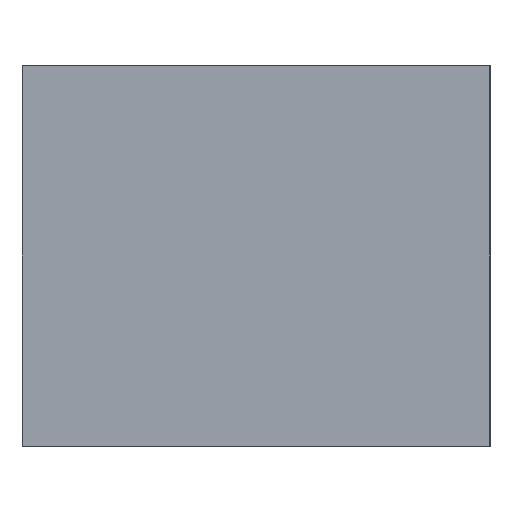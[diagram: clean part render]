
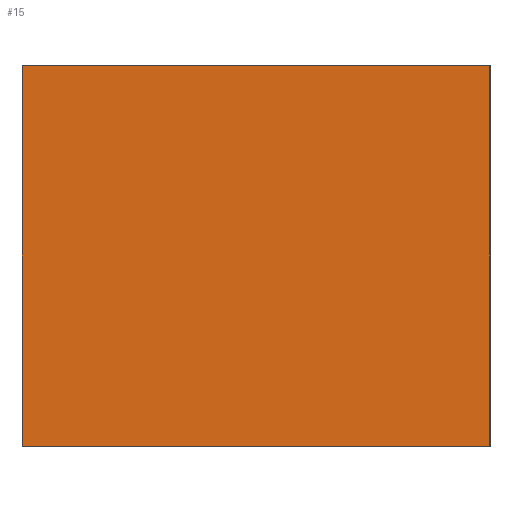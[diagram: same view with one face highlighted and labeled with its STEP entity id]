
A CAD part, left-side view. The second image highlights one B-rep face of the part: STEP entity #15.
In plain terms, the highlighted planar face has unit normal (-1, 0, 0).
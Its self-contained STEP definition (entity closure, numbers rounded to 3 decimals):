
#15=ADVANCED_FACE('',(#23),#123,.T.);
#23=FACE_OUTER_BOUND('',#31,.T.);
#31=EDGE_LOOP('',(#42,#43,#44,#45));
#42=ORIENTED_EDGE('',*,*,#78,.F.);
#43=ORIENTED_EDGE('',*,*,#79,.F.);
#44=ORIENTED_EDGE('',*,*,#80,.F.);
#45=ORIENTED_EDGE('',*,*,#76,.F.);
#76=EDGE_CURVE('',#112,#113,#94,.T.);
#78=EDGE_CURVE('',#114,#112,#96,.T.);
#79=EDGE_CURVE('',#115,#114,#97,.T.);
#80=EDGE_CURVE('',#113,#115,#98,.T.);
#94=B_SPLINE_CURVE_WITH_KNOTS('',1,(#264,#265),.UNSPECIFIED.,.F.,.F.,(2,
2),(-60.249,171.696),.UNSPECIFIED.);
#96=B_SPLINE_CURVE_WITH_KNOTS('',1,(#268,#269),.UNSPECIFIED.,.F.,.F.,(2,
2),(0.,285.608),.UNSPECIFIED.);
#97=B_SPLINE_CURVE_WITH_KNOTS('',1,(#270,#271),.UNSPECIFIED.,.F.,.F.,(2,
2),(-227.42,4.525),.UNSPECIFIED.);
#98=B_SPLINE_CURVE_WITH_KNOTS('',1,(#272,#273),.UNSPECIFIED.,.F.,.F.,(2,
2),(15.331,300.938),.UNSPECIFIED.);
#112=VERTEX_POINT('',#250);
#113=VERTEX_POINT('',#251);
#114=VERTEX_POINT('',#252);
#115=VERTEX_POINT('',#253);
#123=PLANE('',#219);
#219=AXIS2_PLACEMENT_3D('',#241,#230,$);
#230=DIRECTION('',(-1.,0.,0.));
#241=CARTESIAN_POINT('',(2316.316,1470.342,385.118));
#250=CARTESIAN_POINT('',(2316.316,1755.96,153.163));
#251=CARTESIAN_POINT('',(2316.316,1755.96,385.108));
#252=CARTESIAN_POINT('',(2316.316,1470.352,153.163));
#253=CARTESIAN_POINT('',(2316.316,1470.352,385.108));
#264=CARTESIAN_POINT('',(2316.316,1755.96,153.163));
#265=CARTESIAN_POINT('',(2316.316,1755.96,385.108));
#268=CARTESIAN_POINT('',(2316.316,1470.352,153.163));
#269=CARTESIAN_POINT('',(2316.316,1755.96,153.163));
#270=CARTESIAN_POINT('',(2316.316,1470.352,385.108));
#271=CARTESIAN_POINT('',(2316.316,1470.352,153.163));
#272=CARTESIAN_POINT('',(2316.316,1755.96,385.108));
#273=CARTESIAN_POINT('',(2316.316,1470.352,385.108));
